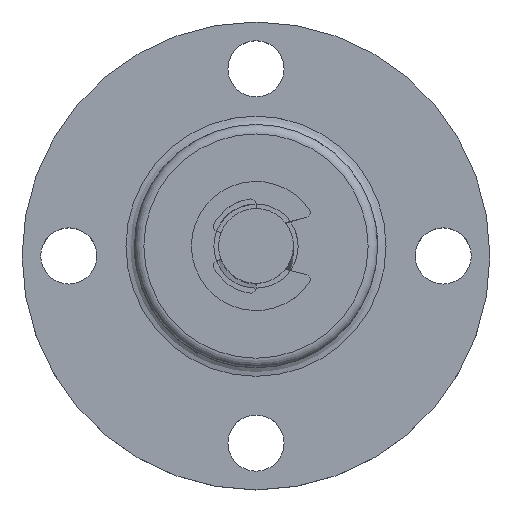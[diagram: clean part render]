
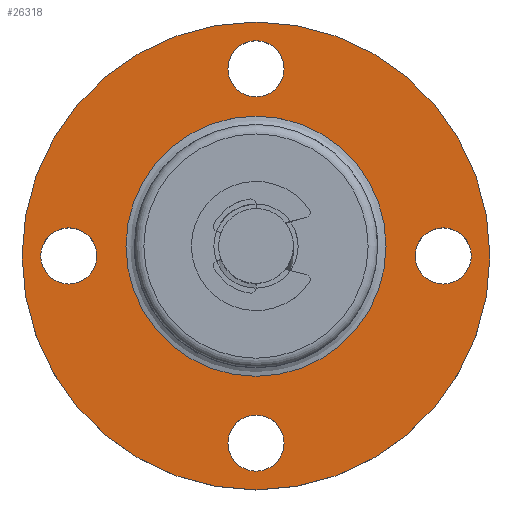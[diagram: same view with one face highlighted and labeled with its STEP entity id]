
A CAD part, top view. The second image highlights one B-rep face of the part: STEP entity #26318.
In plain terms, the highlighted face is planar.
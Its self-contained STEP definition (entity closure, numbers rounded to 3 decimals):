
#25818 = CYLINDRICAL_SURFACE('',#25819,25.);
#25819 = AXIS2_PLACEMENT_3D('',#25820,#25821,#25822);
#25820 = CARTESIAN_POINT('',(0.,0.,
    0.));
#25821 = DIRECTION('',(-0.,-0.,-1.));
#25822 = DIRECTION('',(1.,0.,0.));
#25849 = CYLINDRICAL_SURFACE('',#25850,3.);
#25850 = AXIS2_PLACEMENT_3D('',#25851,#25852,#25853);
#25851 = CARTESIAN_POINT('',(-20.,0.,
    0.));
#25852 = DIRECTION('',(-0.,-0.,-1.));
#25853 = DIRECTION('',(1.,0.,0.));
#25880 = CYLINDRICAL_SURFACE('',#25881,3.);
#25881 = AXIS2_PLACEMENT_3D('',#25882,#25883,#25884);
#25882 = CARTESIAN_POINT('',(0.,20.,
    0.));
#25883 = DIRECTION('',(-0.,-0.,-1.));
#25884 = DIRECTION('',(1.,0.,0.));
#25911 = CYLINDRICAL_SURFACE('',#25912,3.);
#25912 = AXIS2_PLACEMENT_3D('',#25913,#25914,#25915);
#25913 = CARTESIAN_POINT('',(20.,0.,
    0.));
#25914 = DIRECTION('',(-0.,-0.,-1.));
#25915 = DIRECTION('',(1.,0.,0.));
#25942 = CYLINDRICAL_SURFACE('',#25943,3.);
#25943 = AXIS2_PLACEMENT_3D('',#25944,#25945,#25946);
#25944 = CARTESIAN_POINT('',(0.,-20.,
    0.));
#25945 = DIRECTION('',(-0.,-0.,-1.));
#25946 = DIRECTION('',(1.,0.,0.));
#26014 = VERTEX_POINT('',#26015);
#26015 = CARTESIAN_POINT('',(25.,0.,
    6.));
#26036 = EDGE_CURVE('',#26014,#26014,#26037,.T.);
#26037 = SURFACE_CURVE('',#26038,(#26043,#26050),.PCURVE_S1.);
#26038 = CIRCLE('',#26039,25.);
#26039 = AXIS2_PLACEMENT_3D('',#26040,#26041,#26042);
#26040 = CARTESIAN_POINT('',(0.,0.,
    6.));
#26041 = DIRECTION('',(0.,0.,1.));
#26042 = DIRECTION('',(1.,0.,0.));
#26043 = PCURVE('',#25818,#26044);
#26044 = DEFINITIONAL_REPRESENTATION('',(#26045),#26049);
#26045 = LINE('',#26046,#26047);
#26046 = CARTESIAN_POINT('',(6.283,-6.));
#26047 = VECTOR('',#26048,1.);
#26048 = DIRECTION('',(-1.,0.));
#26049 = ( GEOMETRIC_REPRESENTATION_CONTEXT(2) 
PARAMETRIC_REPRESENTATION_CONTEXT() REPRESENTATION_CONTEXT('2D SPACE',''
  ) );
#26050 = PCURVE('',#26051,#26056);
#26051 = PLANE('',#26052);
#26052 = AXIS2_PLACEMENT_3D('',#26053,#26054,#26055);
#26053 = CARTESIAN_POINT('',(0.,0.,
    6.));
#26054 = DIRECTION('',(0.,0.,1.));
#26055 = DIRECTION('',(1.,0.,0.));
#26056 = DEFINITIONAL_REPRESENTATION('',(#26057),#26061);
#26057 = CIRCLE('',#26058,25.);
#26058 = AXIS2_PLACEMENT_2D('',#26059,#26060);
#26059 = CARTESIAN_POINT('',(0.,0.));
#26060 = DIRECTION('',(1.,0.));
#26061 = ( GEOMETRIC_REPRESENTATION_CONTEXT(2) 
PARAMETRIC_REPRESENTATION_CONTEXT() REPRESENTATION_CONTEXT('2D SPACE',''
  ) );
#26069 = VERTEX_POINT('',#26070);
#26070 = CARTESIAN_POINT('',(-17.,0.,
    6.));
#26091 = EDGE_CURVE('',#26069,#26069,#26092,.T.);
#26092 = SURFACE_CURVE('',#26093,(#26098,#26105),.PCURVE_S1.);
#26093 = CIRCLE('',#26094,3.);
#26094 = AXIS2_PLACEMENT_3D('',#26095,#26096,#26097);
#26095 = CARTESIAN_POINT('',(-20.,0.,
    6.));
#26096 = DIRECTION('',(0.,0.,1.));
#26097 = DIRECTION('',(1.,0.,0.));
#26098 = PCURVE('',#25849,#26099);
#26099 = DEFINITIONAL_REPRESENTATION('',(#26100),#26104);
#26100 = LINE('',#26101,#26102);
#26101 = CARTESIAN_POINT('',(6.283,-6.));
#26102 = VECTOR('',#26103,1.);
#26103 = DIRECTION('',(-1.,0.));
#26104 = ( GEOMETRIC_REPRESENTATION_CONTEXT(2) 
PARAMETRIC_REPRESENTATION_CONTEXT() REPRESENTATION_CONTEXT('2D SPACE',''
  ) );
#26105 = PCURVE('',#26051,#26106);
#26106 = DEFINITIONAL_REPRESENTATION('',(#26107),#26111);
#26107 = CIRCLE('',#26108,3.);
#26108 = AXIS2_PLACEMENT_2D('',#26109,#26110);
#26109 = CARTESIAN_POINT('',(-20.,0.));
#26110 = DIRECTION('',(1.,0.));
#26111 = ( GEOMETRIC_REPRESENTATION_CONTEXT(2) 
PARAMETRIC_REPRESENTATION_CONTEXT() REPRESENTATION_CONTEXT('2D SPACE',''
  ) );
#26119 = VERTEX_POINT('',#26120);
#26120 = CARTESIAN_POINT('',(3.,20.,
    6.));
#26141 = EDGE_CURVE('',#26119,#26119,#26142,.T.);
#26142 = SURFACE_CURVE('',#26143,(#26148,#26155),.PCURVE_S1.);
#26143 = CIRCLE('',#26144,3.);
#26144 = AXIS2_PLACEMENT_3D('',#26145,#26146,#26147);
#26145 = CARTESIAN_POINT('',(0.,20.,
    6.));
#26146 = DIRECTION('',(0.,0.,1.));
#26147 = DIRECTION('',(1.,0.,0.));
#26148 = PCURVE('',#25880,#26149);
#26149 = DEFINITIONAL_REPRESENTATION('',(#26150),#26154);
#26150 = LINE('',#26151,#26152);
#26151 = CARTESIAN_POINT('',(6.283,-6.));
#26152 = VECTOR('',#26153,1.);
#26153 = DIRECTION('',(-1.,0.));
#26154 = ( GEOMETRIC_REPRESENTATION_CONTEXT(2) 
PARAMETRIC_REPRESENTATION_CONTEXT() REPRESENTATION_CONTEXT('2D SPACE',''
  ) );
#26155 = PCURVE('',#26051,#26156);
#26156 = DEFINITIONAL_REPRESENTATION('',(#26157),#26161);
#26157 = CIRCLE('',#26158,3.);
#26158 = AXIS2_PLACEMENT_2D('',#26159,#26160);
#26159 = CARTESIAN_POINT('',(0.,20.));
#26160 = DIRECTION('',(1.,0.));
#26161 = ( GEOMETRIC_REPRESENTATION_CONTEXT(2) 
PARAMETRIC_REPRESENTATION_CONTEXT() REPRESENTATION_CONTEXT('2D SPACE',''
  ) );
#26169 = VERTEX_POINT('',#26170);
#26170 = CARTESIAN_POINT('',(23.,0.,
    6.));
#26191 = EDGE_CURVE('',#26169,#26169,#26192,.T.);
#26192 = SURFACE_CURVE('',#26193,(#26198,#26205),.PCURVE_S1.);
#26193 = CIRCLE('',#26194,3.);
#26194 = AXIS2_PLACEMENT_3D('',#26195,#26196,#26197);
#26195 = CARTESIAN_POINT('',(20.,0.,
    6.));
#26196 = DIRECTION('',(0.,0.,1.));
#26197 = DIRECTION('',(1.,0.,0.));
#26198 = PCURVE('',#25911,#26199);
#26199 = DEFINITIONAL_REPRESENTATION('',(#26200),#26204);
#26200 = LINE('',#26201,#26202);
#26201 = CARTESIAN_POINT('',(6.283,-6.));
#26202 = VECTOR('',#26203,1.);
#26203 = DIRECTION('',(-1.,0.));
#26204 = ( GEOMETRIC_REPRESENTATION_CONTEXT(2) 
PARAMETRIC_REPRESENTATION_CONTEXT() REPRESENTATION_CONTEXT('2D SPACE',''
  ) );
#26205 = PCURVE('',#26051,#26206);
#26206 = DEFINITIONAL_REPRESENTATION('',(#26207),#26211);
#26207 = CIRCLE('',#26208,3.);
#26208 = AXIS2_PLACEMENT_2D('',#26209,#26210);
#26209 = CARTESIAN_POINT('',(20.,0.));
#26210 = DIRECTION('',(1.,0.));
#26211 = ( GEOMETRIC_REPRESENTATION_CONTEXT(2) 
PARAMETRIC_REPRESENTATION_CONTEXT() REPRESENTATION_CONTEXT('2D SPACE',''
  ) );
#26219 = VERTEX_POINT('',#26220);
#26220 = CARTESIAN_POINT('',(3.,-20.,
    6.));
#26241 = EDGE_CURVE('',#26219,#26219,#26242,.T.);
#26242 = SURFACE_CURVE('',#26243,(#26248,#26255),.PCURVE_S1.);
#26243 = CIRCLE('',#26244,3.);
#26244 = AXIS2_PLACEMENT_3D('',#26245,#26246,#26247);
#26245 = CARTESIAN_POINT('',(0.,-20.,
    6.));
#26246 = DIRECTION('',(0.,0.,1.));
#26247 = DIRECTION('',(1.,0.,0.));
#26248 = PCURVE('',#25942,#26249);
#26249 = DEFINITIONAL_REPRESENTATION('',(#26250),#26254);
#26250 = LINE('',#26251,#26252);
#26251 = CARTESIAN_POINT('',(6.283,-6.));
#26252 = VECTOR('',#26253,1.);
#26253 = DIRECTION('',(-1.,0.));
#26254 = ( GEOMETRIC_REPRESENTATION_CONTEXT(2) 
PARAMETRIC_REPRESENTATION_CONTEXT() REPRESENTATION_CONTEXT('2D SPACE',''
  ) );
#26255 = PCURVE('',#26051,#26256);
#26256 = DEFINITIONAL_REPRESENTATION('',(#26257),#26261);
#26257 = CIRCLE('',#26258,3.);
#26258 = AXIS2_PLACEMENT_2D('',#26259,#26260);
#26259 = CARTESIAN_POINT('',(0.,-20.));
#26260 = DIRECTION('',(1.,0.));
#26261 = ( GEOMETRIC_REPRESENTATION_CONTEXT(2) 
PARAMETRIC_REPRESENTATION_CONTEXT() REPRESENTATION_CONTEXT('2D SPACE',''
  ) );
#26318 = ADVANCED_FACE('',(#26319,#26322,#26325,#26356,#26359,#26362),
  #26051,.F.);
#26319 = FACE_BOUND('',#26320,.F.);
#26320 = EDGE_LOOP('',(#26321));
#26321 = ORIENTED_EDGE('',*,*,#26036,.T.);
#26322 = FACE_BOUND('',#26323,.F.);
#26323 = EDGE_LOOP('',(#26324));
#26324 = ORIENTED_EDGE('',*,*,#26091,.F.);
#26325 = FACE_BOUND('',#26326,.F.);
#26326 = EDGE_LOOP('',(#26327));
#26327 = ORIENTED_EDGE('',*,*,#26328,.F.);
#26328 = EDGE_CURVE('',#26329,#26329,#26331,.T.);
#26329 = VERTEX_POINT('',#26330);
#26330 = CARTESIAN_POINT('',(4.25,0.,
    6.));
#26331 = SURFACE_CURVE('',#26332,(#26337,#26344),.PCURVE_S1.);
#26332 = CIRCLE('',#26333,4.25);
#26333 = AXIS2_PLACEMENT_3D('',#26334,#26335,#26336);
#26334 = CARTESIAN_POINT('',(0.,0.,
    6.));
#26335 = DIRECTION('',(0.,0.,1.));
#26336 = DIRECTION('',(1.,0.,0.));
#26337 = PCURVE('',#26051,#26338);
#26338 = DEFINITIONAL_REPRESENTATION('',(#26339),#26343);
#26339 = CIRCLE('',#26340,4.25);
#26340 = AXIS2_PLACEMENT_2D('',#26341,#26342);
#26341 = CARTESIAN_POINT('',(0.,0.));
#26342 = DIRECTION('',(1.,0.));
#26343 = ( GEOMETRIC_REPRESENTATION_CONTEXT(2) 
PARAMETRIC_REPRESENTATION_CONTEXT() REPRESENTATION_CONTEXT('2D SPACE',''
  ) );
#26344 = PCURVE('',#26345,#26350);
#26345 = CYLINDRICAL_SURFACE('',#26346,4.25);
#26346 = AXIS2_PLACEMENT_3D('',#26347,#26348,#26349);
#26347 = CARTESIAN_POINT('',(0.,0.,
    6.));
#26348 = DIRECTION('',(0.,0.,1.));
#26349 = DIRECTION('',(1.,0.,0.));
#26350 = DEFINITIONAL_REPRESENTATION('',(#26351),#26355);
#26351 = LINE('',#26352,#26353);
#26352 = CARTESIAN_POINT('',(0.,0.));
#26353 = VECTOR('',#26354,1.);
#26354 = DIRECTION('',(1.,0.));
#26355 = ( GEOMETRIC_REPRESENTATION_CONTEXT(2) 
PARAMETRIC_REPRESENTATION_CONTEXT() REPRESENTATION_CONTEXT('2D SPACE',''
  ) );
#26356 = FACE_BOUND('',#26357,.F.);
#26357 = EDGE_LOOP('',(#26358));
#26358 = ORIENTED_EDGE('',*,*,#26141,.F.);
#26359 = FACE_BOUND('',#26360,.F.);
#26360 = EDGE_LOOP('',(#26361));
#26361 = ORIENTED_EDGE('',*,*,#26191,.F.);
#26362 = FACE_BOUND('',#26363,.F.);
#26363 = EDGE_LOOP('',(#26364));
#26364 = ORIENTED_EDGE('',*,*,#26241,.F.);
